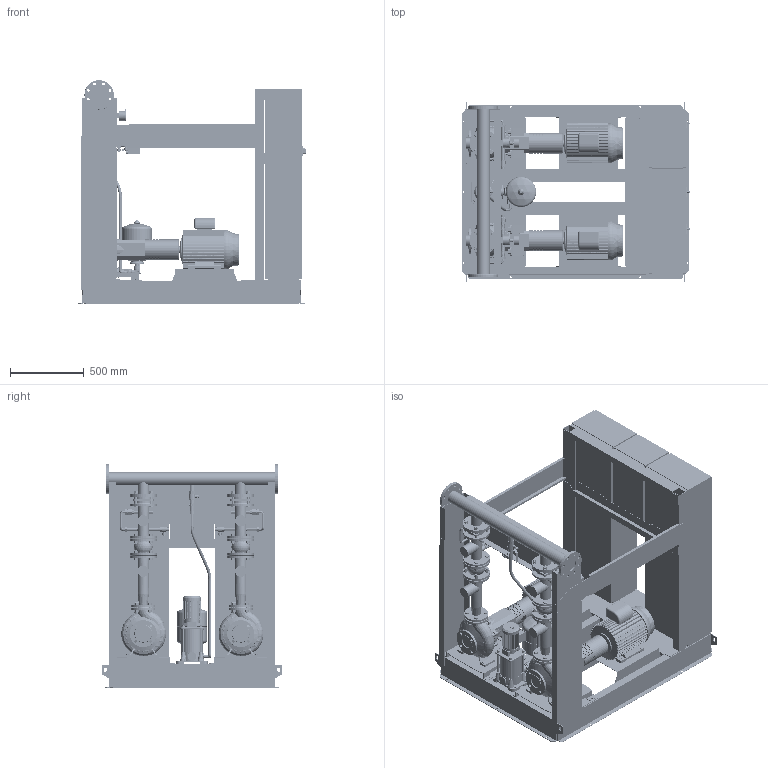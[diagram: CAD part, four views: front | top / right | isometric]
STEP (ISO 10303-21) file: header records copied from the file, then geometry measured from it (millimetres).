
FILE_DESCRIPTION((''),'2;1');
FILE_NAME('3d_Sifire-EN-50_160-150-7.5_7.5_0.55EEJ-4183944.stp','2015-05-25T14:40:27',(''),(''),'Mechanical Desktop 2009','Mechanical Desktop 2009',', , ');
FILE_SCHEMA(('CONFIG_CONTROL_DESIGN'));
Length unit declared in the file: millimetre
Products named in the file (1): Product
Bounding box: 1554.5 x 1230 x 1520 mm (x, y, z)
Volume: 442658780.2 mm3; surface area: 30694643.4 mm2
Topology: 223 solids, 223 shells, 5800 faces, 14025 edges, 8923 vertices
Faces by surface type: plane 2135, bspline 1856, cylinder 1149, cone 484, torus 140, sphere 36
Entity records: 189090 total; most frequent: CARTESIAN_POINT 61383, ORIENTED_EDGE 27990, DIRECTION 23997, EDGE_CURVE 13995, VERTEX_POINT 8921, AXIS2_PLACEMENT_3D 8144, VECTOR 7709, LINE 7709
